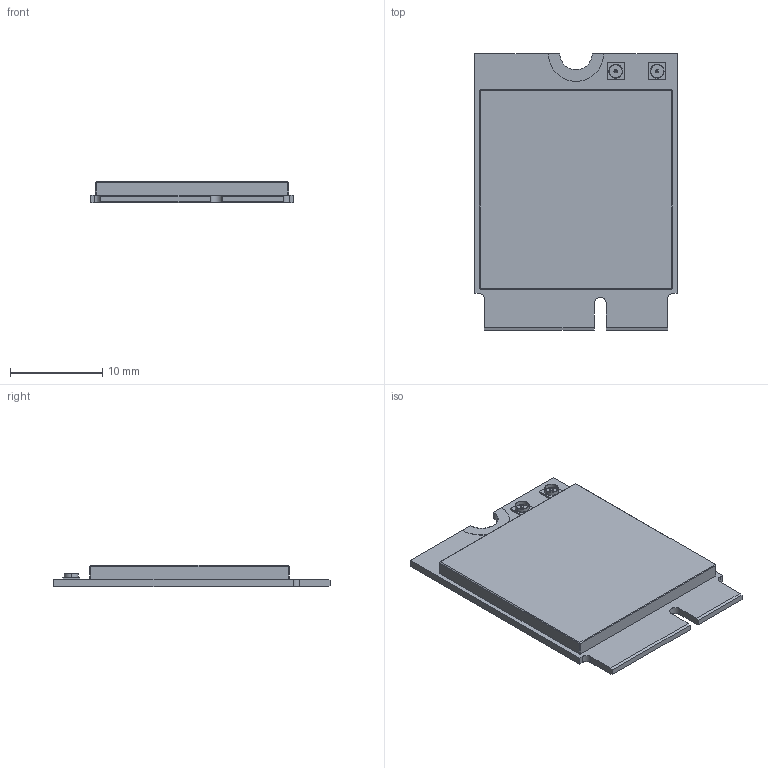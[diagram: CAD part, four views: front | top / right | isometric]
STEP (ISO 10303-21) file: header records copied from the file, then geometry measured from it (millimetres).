
FILE_DESCRIPTION (( 'STEP AP214' ), '1' );
FILE_NAME ('EB274F4B-B370-41A6-A7E4-BF72F9B1F52C.STEP', '2025-03-26T18:36:15', ( '' ), ( '' ), 'SwSTEP 2.0', 'SolidWorks 2022', '' );
FILE_SCHEMA (( 'AUTOMOTIVE_DESIGN' ));
Length unit declared in the file: millimetre
Products named in the file (1): EB274F4B-B370-41A6-A7E4-BF72F9B1F52C
Bounding box: 22 x 30 x 2.3 mm (x, y, z)
Volume: 1194.9 mm3; surface area: 2485.8 mm2
Topology: 9 solids, 9 shells, 104 faces, 230 edges, 144 vertices
Faces by surface type: plane 72, cylinder 24, cone 4, bspline 4
Entity records: 3046 total; most frequent: CARTESIAN_POINT 611, DIRECTION 482, ORIENTED_EDGE 460, EDGE_CURVE 230, LINE 172, VECTOR 172, AXIS2_PLACEMENT_3D 155, VERTEX_POINT 144
